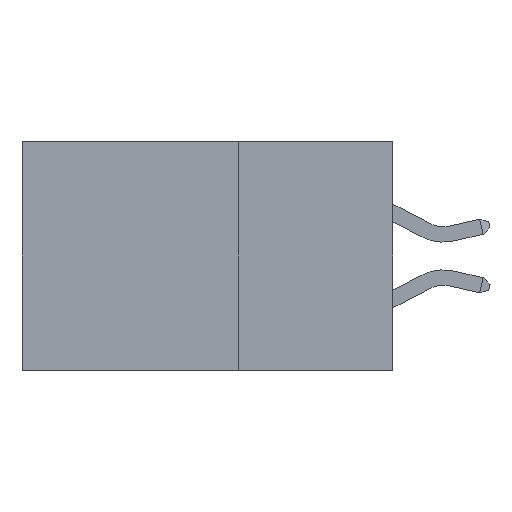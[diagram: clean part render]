
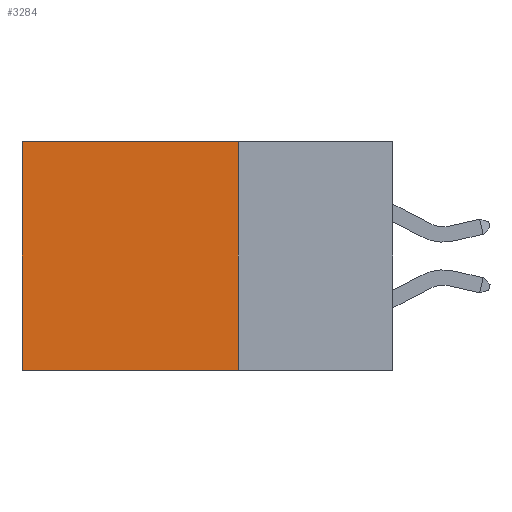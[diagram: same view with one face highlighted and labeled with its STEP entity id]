
A CAD part, left-side view. The second image highlights one B-rep face of the part: STEP entity #3284.
In plain terms, the highlighted planar face has unit normal (-1, 0, 0).
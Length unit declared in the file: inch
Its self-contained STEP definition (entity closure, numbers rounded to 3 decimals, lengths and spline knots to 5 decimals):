
#842 = LINE ( 'NONE', #14716, #15730 ) ;
#1054 = DIRECTION ( 'NONE',  ( 1., 0., 0. ) ) ;
#1181 = DIRECTION ( 'NONE',  ( 0., 0., -1. ) ) ;
#2521 = LINE ( 'NONE', #4125, #15909 ) ;
#2901 = ORIENTED_EDGE ( 'NONE', *, *, #26136, .T. ) ;
#3284 = ADVANCED_FACE ( 'NONE', ( #26859 ), #33166, .F. ) ;
#4099 = VERTEX_POINT ( 'NONE', #11172 ) ;
#4125 = CARTESIAN_POINT ( 'NONE',  ( 0.2875, 0.25, 0. ) ) ;
#6190 = VECTOR ( 'NONE', #38768, 39.37008 ) ;
#6665 = ORIENTED_EDGE ( 'NONE', *, *, #29898, .T. ) ;
#7021 = ORIENTED_EDGE ( 'NONE', *, *, #12363, .F. ) ;
#8642 = CARTESIAN_POINT ( 'NONE',  ( 0.2875, 0.25, 0. ) ) ;
#8799 = VERTEX_POINT ( 'NONE', #30403 ) ;
#10085 = AXIS2_PLACEMENT_3D ( 'NONE', #23818, #1054, #1181 ) ;
#11172 = CARTESIAN_POINT ( 'NONE',  ( 0.2875, 0.6, 0. ) ) ;
#12363 = EDGE_CURVE ( 'NONE', #8799, #31182, #842, .T. ) ;
#14716 = CARTESIAN_POINT ( 'NONE',  ( 0.2875, 0.25, -0.37 ) ) ;
#15730 = VECTOR ( 'NONE', #17896, 39.37008 ) ;
#15909 = VECTOR ( 'NONE', #26335, 39.37008 ) ;
#17896 = DIRECTION ( 'NONE',  ( 0., 1., 0. ) ) ;
#21025 = ORIENTED_EDGE ( 'NONE', *, *, #40133, .F. ) ;
#23218 = CARTESIAN_POINT ( 'NONE',  ( 0.2875, 0.6, 0. ) ) ;
#23479 = VERTEX_POINT ( 'NONE', #29272 ) ;
#23818 = CARTESIAN_POINT ( 'NONE',  ( 0.2875, 0.25, 0. ) ) ;
#26136 = EDGE_CURVE ( 'NONE', #4099, #31182, #31976, .T. ) ;
#26335 = DIRECTION ( 'NONE',  ( 0., 0., -1. ) ) ;
#26859 = FACE_OUTER_BOUND ( 'NONE', #34984, .T. ) ;
#29272 = CARTESIAN_POINT ( 'NONE',  ( 0.2875, 0.25, 0. ) ) ;
#29898 = EDGE_CURVE ( 'NONE', #23479, #4099, #35632, .T. ) ;
#30403 = CARTESIAN_POINT ( 'NONE',  ( 0.2875, 0.25, -0.37 ) ) ;
#30834 = DIRECTION ( 'NONE',  ( 0., 1., 0. ) ) ;
#31182 = VERTEX_POINT ( 'NONE', #36551 ) ;
#31976 = LINE ( 'NONE', #23218, #6190 ) ;
#33166 = PLANE ( 'NONE',  #10085 ) ;
#33175 = VECTOR ( 'NONE', #30834, 39.37008 ) ;
#34984 = EDGE_LOOP ( 'NONE', ( #2901, #7021, #21025, #6665 ) ) ;
#35632 = LINE ( 'NONE', #8642, #33175 ) ;
#36551 = CARTESIAN_POINT ( 'NONE',  ( 0.2875, 0.6, -0.37 ) ) ;
#38768 = DIRECTION ( 'NONE',  ( 0., 0., -1. ) ) ;
#40133 = EDGE_CURVE ( 'NONE', #23479, #8799, #2521, .T. ) ;
